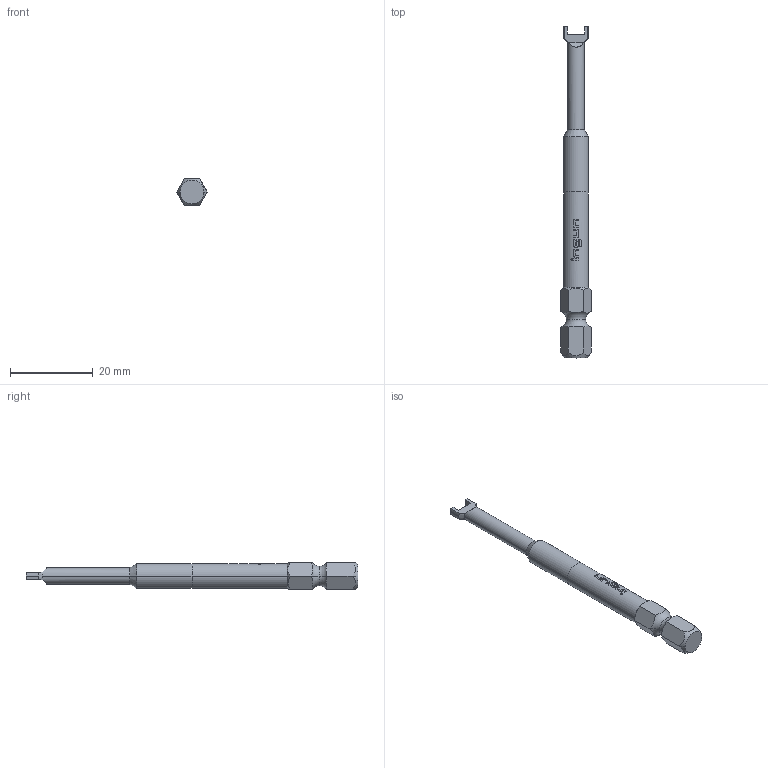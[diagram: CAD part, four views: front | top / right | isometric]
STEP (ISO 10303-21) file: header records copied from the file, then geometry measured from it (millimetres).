
FILE_DESCRIPTION (( 'STEP AP203' ), '1' );
FILE_NAME ('INGUN_BIT-HKR-617_400_F.STEP', '2021-02-12T08:36:31', ( '' ), ( '' ), 'SwSTEP 2.0', 'SolidWorks 2018', '' );
FILE_SCHEMA (( 'CONFIG_CONTROL_DESIGN' ));
Length unit declared in the file: millimetre
Products named in the file (1): INGUN_BIT-HKR-617_400_F
Bounding box: 7.33 x 80 x 6.35 mm (x, y, z)
Volume: 1890.3 mm3; surface area: 1437.4 mm2
Topology: 1 solids, 1 shells, 114 faces, 295 edges, 189 vertices
Faces by surface type: plane 64, bspline 22, cylinder 15, cone 9, torus 4
Entity records: 4017 total; most frequent: CARTESIAN_POINT 1397, ORIENTED_EDGE 590, DIRECTION 432, EDGE_CURVE 295, VERTEX_POINT 189, AXIS2_PLACEMENT_3D 160, EDGE_LOOP 120, B_SPLINE_CURVE_WITH_KNOTS 114
